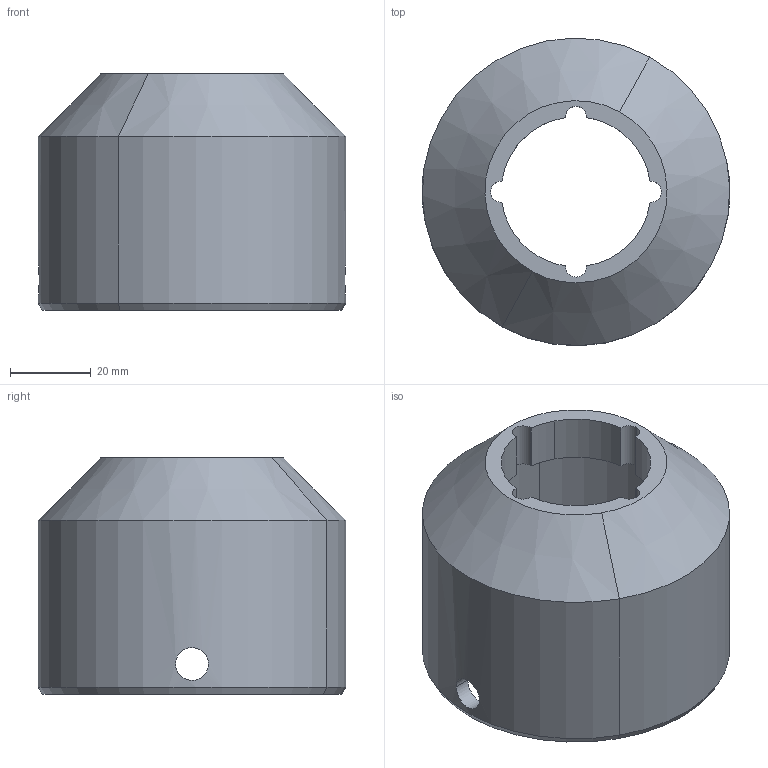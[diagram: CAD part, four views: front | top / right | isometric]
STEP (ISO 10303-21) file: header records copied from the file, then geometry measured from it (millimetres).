
FILE_DESCRIPTION(('CATIA V5 STEP Exchange'),'2;1');
FILE_NAME('EOLX1.3-D-200-001_A.stp','2020-01-30T22:24:51+00:00',('none'),('none'),'CATIA Version 5 Release 21 GA (IN-10)','CATIA V5 STEP AP203','none');
FILE_SCHEMA(('CONFIG_CONTROL_DESIGN'));
Length unit declared in the file: millimetre
Products named in the file (1): EOLX1.3-D-200-001_A
Bounding box: 76 x 75.98 x 58.5 mm (x, y, z)
Volume: 72207.4 mm3; surface area: 28381.6 mm2
Topology: 1 solids, 1 shells, 40 faces, 98 edges, 62 vertices
Faces by surface type: cylinder 26, cone 6, torus 4, plane 4
Entity records: 1150 total; most frequent: CARTESIAN_POINT 256, ORIENTED_EDGE 196, DIRECTION 128, EDGE_CURVE 98, AXIS2_PLACEMENT_3D 78, VERTEX_POINT 62, CIRCLE 58, EDGE_LOOP 48
